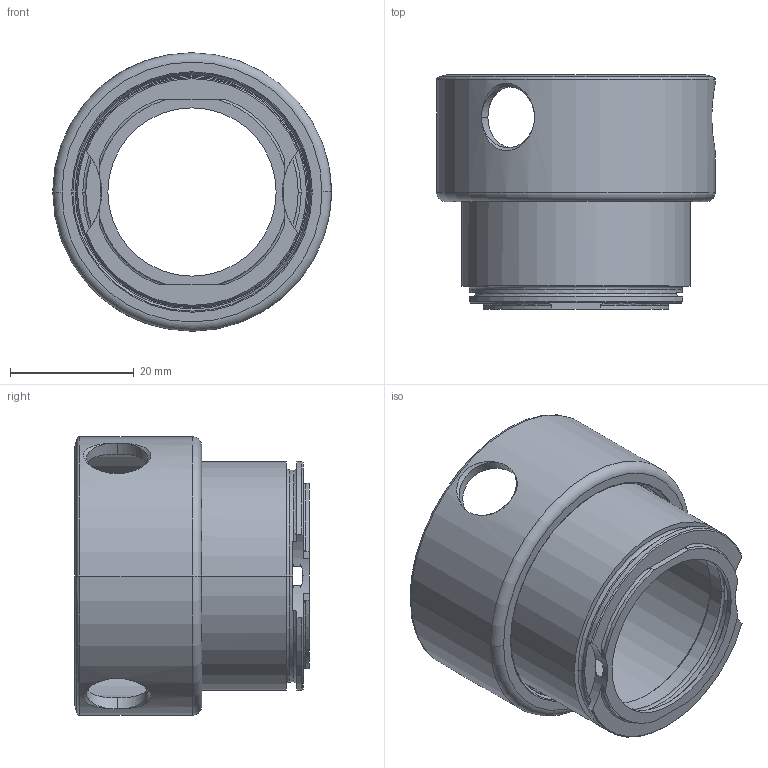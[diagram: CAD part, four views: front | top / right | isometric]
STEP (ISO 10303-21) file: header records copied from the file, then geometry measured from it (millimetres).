
FILE_DESCRIPTION((''),'2;1');
FILE_NAME('ZBZ3605-3D_ASM','2020-12-30T12:05:37',('SESA231899'),('Schneider-Electric'),'CREO PARAMETRIC BY PTC INC, 2019164','CREO PARAMETRIC BY PTC INC, 2019164','');
FILE_SCHEMA(('AP242_MANAGED_MODEL_BASED_3D_ENGINEERING_MIM_LF { 1 0 10303 442 1 1 4 }'));
Length unit declared in the file: millimetre
Products named in the file (3): ZBZ3605-3D_171552701AF6_1; ZBZ3605-3D_17155280; ZBZ3605-3D_ASM
Assembly tree (2 placements, depth 2):
  ZBZ3605-3D_ASM
    ZBZ3605-3D_171552701AF6_1
    ZBZ3605-3D_17155280
Bounding box: 45 x 37.9 x 45 mm (x, y, z)
Volume: 12672.7 mm3; surface area: 12113.7 mm2
Topology: 2 solids, 2 shells, 111 faces, 333 edges, 236 vertices
Faces by surface type: cylinder 36, torus 28, cone 26, plane 21
Entity records: 60584 total; most frequent: CARTESIAN_POINT 54760, POLYLINE 924, DIRECTION 835, ORIENTED_EDGE 644, AXIS2_PLACEMENT_3D 371, EDGE_CURVE 322, VERTEX_POINT 214, PROPERTY_DEFINITION 204
